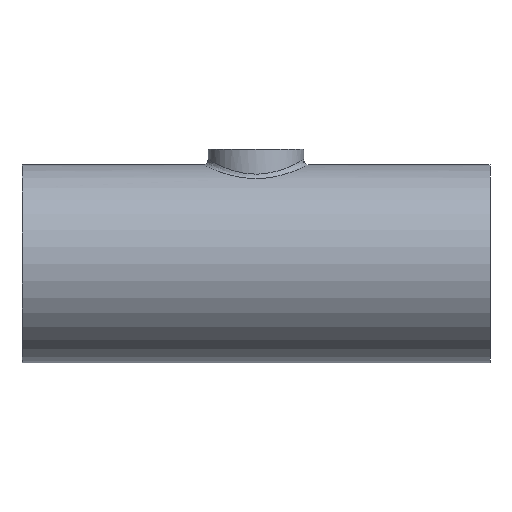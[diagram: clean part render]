
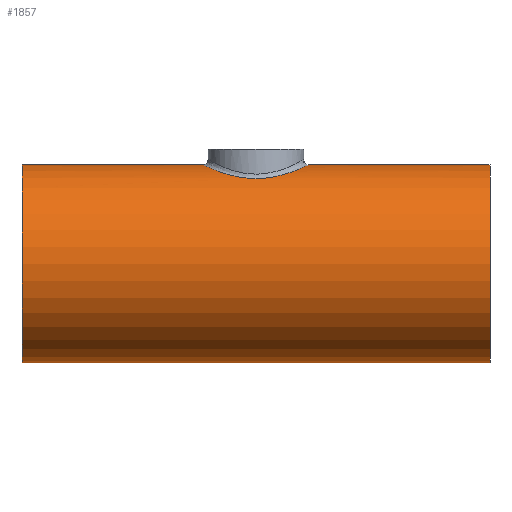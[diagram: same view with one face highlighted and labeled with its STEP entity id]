
A CAD part, front view. The second image highlights one B-rep face of the part: STEP entity #1857.
In plain terms, the highlighted cylindrical face has radius 38.05 mm (diameter 76.1 mm), a full revolution.
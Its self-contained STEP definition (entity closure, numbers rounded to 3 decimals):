
#1658=CARTESIAN_POINT('',(0.,-19.358,32.758));
#1659=VERTEX_POINT('',#1658);
#1737=CARTESIAN_POINT('',(0.,-19.358,32.758));
#1738=CARTESIAN_POINT('',(0.58,-19.358,32.758));
#1739=CARTESIAN_POINT('',(1.352,-19.326,32.777));
#1740=CARTESIAN_POINT('',(2.892,-19.18,32.862));
#1741=CARTESIAN_POINT('',(4.6,-18.9,33.026));
#1742=CARTESIAN_POINT('',(6.632,-18.337,33.343));
#1743=CARTESIAN_POINT('',(8.055,-17.793,33.635));
#1744=CARTESIAN_POINT('',(9.435,-17.177,33.955));
#1745=CARTESIAN_POINT('',(10.92,-16.389,34.347));
#1746=CARTESIAN_POINT('',(12.597,-15.253,34.867));
#1747=CARTESIAN_POINT('',(13.734,-14.314,35.258));
#1748=CARTESIAN_POINT('',(14.812,-13.318,35.649));
#1749=CARTESIAN_POINT('',(16.109,-11.941,36.147));
#1750=CARTESIAN_POINT('',(17.527,-9.978,36.742));
#1751=CARTESIAN_POINT('',(18.451,-8.257,37.152));
#1752=CARTESIAN_POINT('',(19.04,-6.921,37.42));
#1753=CARTESIAN_POINT('',(19.465,-5.782,37.617));
#1754=CARTESIAN_POINT('',(19.802,-4.605,37.776));
#1755=CARTESIAN_POINT('',(20.121,-3.17,37.928));
#1756=CARTESIAN_POINT('',(20.395,-1.228,38.059));
#1757=CARTESIAN_POINT('',(20.394,1.478,38.059));
#1758=CARTESIAN_POINT('',(20.042,3.66,37.889));
#1759=CARTESIAN_POINT('',(19.542,5.549,37.653));
#1760=CARTESIAN_POINT('',(19.053,6.94,37.425));
#1761=CARTESIAN_POINT('',(18.33,8.494,37.098));
#1762=CARTESIAN_POINT('',(17.611,9.77,36.782));
#1763=CARTESIAN_POINT('',(16.806,10.975,36.44));
#1764=CARTESIAN_POINT('',(15.607,12.508,35.951));
#1765=CARTESIAN_POINT('',(14.063,14.083,35.364));
#1766=CARTESIAN_POINT('',(12.517,15.298,34.844));
#1767=CARTESIAN_POINT('',(10.892,16.395,34.343));
#1768=CARTESIAN_POINT('',(9.367,17.238,33.927));
#1769=CARTESIAN_POINT('',(7.512,18.013,33.518));
#1770=CARTESIAN_POINT('',(5.598,18.657,33.165));
#1771=CARTESIAN_POINT('',(3.09,19.209,32.846));
#1772=CARTESIAN_POINT('',(-0.003,19.432,32.714));
#1773=CARTESIAN_POINT('',(-3.098,19.208,32.847));
#1774=CARTESIAN_POINT('',(-5.601,18.656,33.165));
#1775=CARTESIAN_POINT('',(-7.527,18.007,33.521));
#1776=CARTESIAN_POINT('',(-10.295,16.849,34.132));
#1777=CARTESIAN_POINT('',(-12.817,15.206,34.918));
#1778=CARTESIAN_POINT('',(-14.937,13.19,35.696));
#1779=CARTESIAN_POINT('',(-16.24,11.759,36.202));
#1780=CARTESIAN_POINT('',(-17.864,9.511,36.883));
#1781=CARTESIAN_POINT('',(-19.131,6.877,37.46));
#1782=CARTESIAN_POINT('',(-19.979,4.059,37.859));
#1783=CARTESIAN_POINT('',(-20.394,1.474,38.059));
#1784=CARTESIAN_POINT('',(-20.395,-0.985,38.059));
#1785=CARTESIAN_POINT('',(-20.159,-2.934,37.946));
#1786=CARTESIAN_POINT('',(-19.773,-4.85,37.761));
#1787=CARTESIAN_POINT('',(-19.,-7.188,37.399));
#1788=CARTESIAN_POINT('',(-17.67,-9.78,36.802));
#1789=CARTESIAN_POINT('',(-16.095,-11.96,36.142));
#1790=CARTESIAN_POINT('',(-14.411,-13.739,35.495));
#1791=CARTESIAN_POINT('',(-12.186,-15.628,34.717));
#1792=CARTESIAN_POINT('',(-9.616,-17.172,33.967));
#1793=CARTESIAN_POINT('',(-6.817,-18.285,33.372));
#1794=CARTESIAN_POINT('',(-4.603,-18.9,33.026));
#1795=CARTESIAN_POINT('',(-2.321,-19.273,32.808));
#1796=CARTESIAN_POINT('',(-0.773,-19.358,32.758));
#1797=CARTESIAN_POINT('',(0.,-19.358,32.758));
#1798=CARTESIAN_POINT('',(0.,-19.358,32.758));
#1799=CARTESIAN_POINT('',(0.,-19.358,32.758));
#1800=CARTESIAN_POINT('',(0.,-19.358,32.758));
#1801=B_SPLINE_CURVE_WITH_KNOTS('',3,(#1737,#1738,#1739,#1740,#1741,#1742,#1743,#1744,#1745,#1746,#1747,#1748,#1749,#1750,#1751,#1752,#1753,#1754,#1755,#1756,#1757,#1758,#1759,#1760,#1761,#1762,#1763,#1764,#1765,#1766,#1767,#1768,#1769,#1770,#1771,#1772,#1773,#1774,#1775,#1776,#1777,#1778,#1779,#1780,#1781,#1782,#1783,#1784,#1785,#1786,#1787,#1788,#1789,#1790,#1791,#1792,#1793,#1794,#1795,#1796,#1797,#1798,#1799,#1800),.UNSPECIFIED.,.T.,.U.,(4,1,1,1,1,1,1,1,1,1,1,1,1,1,1,1,1,1,1,1,1,1,1,1,1,1,1,1,1,1,1,1,1,1,1,1,1,1,1,1,1,1,1,1,1,1,1,1,1,1,1,1,1,1,1,1,1,1,3,4),(-11.284,-11.133,-11.082,-10.881,-10.679,-10.528,-10.478,-10.276,-10.075,-9.924,-9.873,-9.672,-9.403,-9.202,-9.134,-9.,-8.866,-8.799,-8.597,-8.328,-8.06,-7.993,-7.791,-7.657,-7.522,-7.388,-7.254,-6.985,-6.784,-6.717,-6.448,-6.314,-6.179,-5.911,-5.642,-5.373,-5.105,-4.97,-4.836,-4.299,-4.164,-4.03,-3.761,-3.403,-3.224,-2.955,-2.687,-2.552,-2.418,-2.149,-1.881,-1.612,-1.41,-1.209,-0.806,-0.604,-0.403,-0.201,0.0,0.),.UNSPECIFIED.);
#1802=EDGE_CURVE('',#1659,#1659,#1801,.T.);
#1827=CARTESIAN_POINT('',(0.0,0.0,0.0));
#1828=DIRECTION('',(-1.0,0.0,0.0));
#1829=DIRECTION('',(0.0,-1.0,0.0));
#1830=AXIS2_PLACEMENT_3D('',#1827,#1828,#1829);
#1831=CYLINDRICAL_SURFACE('',#1830,38.05);
#1832=CARTESIAN_POINT('',(-90.0,-38.05,0.0));
#1833=VERTEX_POINT('',#1832);
#1834=CARTESIAN_POINT('',(-90.0,0.0,0.0));
#1835=DIRECTION('',(-1.0,0.0,0.0));
#1836=DIRECTION('',(0.0,-1.0,0.0));
#1837=AXIS2_PLACEMENT_3D('',#1834,#1835,#1836);
#1838=CIRCLE('',#1837,38.05);
#1839=EDGE_CURVE('',#1833,#1833,#1838,.T.);
#1840=ORIENTED_EDGE('',*,*,#1839,.F.);
#1841=EDGE_LOOP('',(#1840));
#1842=FACE_OUTER_BOUND('',#1841,.T.);
#1843=CARTESIAN_POINT('',(90.0,-38.05,0.0));
#1844=VERTEX_POINT('',#1843);
#1845=CARTESIAN_POINT('',(90.0,0.0,0.0));
#1846=DIRECTION('',(-1.0,0.0,0.0));
#1847=DIRECTION('',(0.0,-1.0,0.0));
#1848=AXIS2_PLACEMENT_3D('',#1845,#1846,#1847);
#1849=CIRCLE('',#1848,38.05);
#1850=EDGE_CURVE('',#1844,#1844,#1849,.T.);
#1851=ORIENTED_EDGE('',*,*,#1850,.T.);
#1852=EDGE_LOOP('',(#1851));
#1853=FACE_BOUND('',#1852,.T.);
#1854=ORIENTED_EDGE('',*,*,#1802,.F.);
#1855=EDGE_LOOP('',(#1854));
#1856=FACE_BOUND('',#1855,.T.);
#1857=ADVANCED_FACE('',(#1842,#1853,#1856),#1831,.T.);
